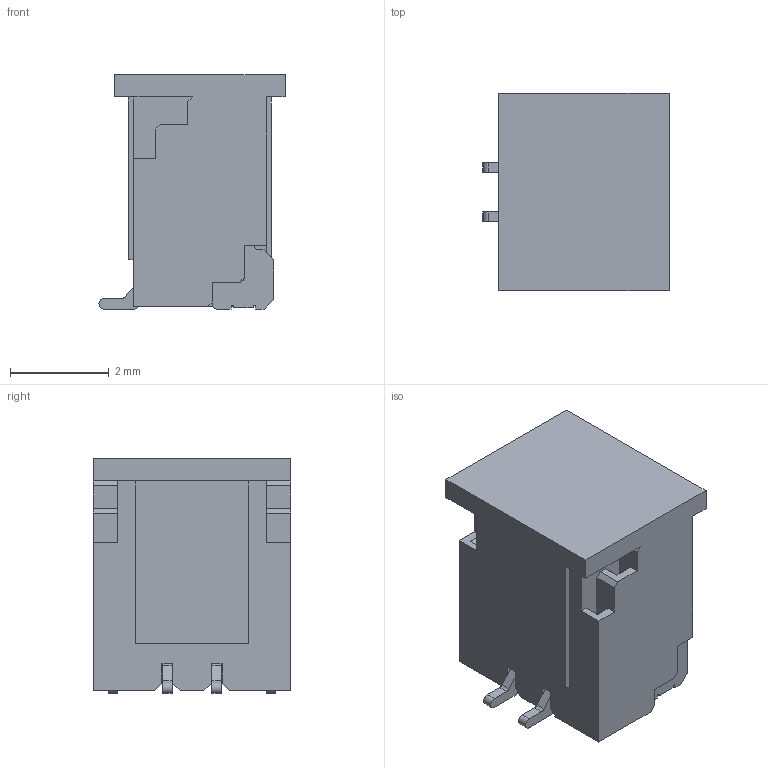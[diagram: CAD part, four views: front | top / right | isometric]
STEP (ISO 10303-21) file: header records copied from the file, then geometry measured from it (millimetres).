
FILE_DESCRIPTION(/* description */ ('Unknown'),/* implementation_level */ '2;1');
FILE_NAME(/* name */ 'J_Wurth_WR-WTB_665302124022',/* time_stamp */ '2025-06-04T10:07:41+08:00',/* author */ ('Unknown'),/* organization */ ('Unknown'),/* preprocessor_version */ 'ST-DEVELOPER v19.4',/* originating_system */ 'Solid Edge',/* authorisation */ 'Unknown');
FILE_SCHEMA (('AUTOMOTIVE_DESIGN {1 0 10303 214 3 1 1}'));
Length unit declared in the file: millimetre
Products named in the file (2): J_Wurth_WR-WTB_665302124022
Assembly tree (1 placements, depth 2):
  J_Wurth_WR-WTB_665302124022
    J_Wurth_WR-WTB_665302124022
Bounding box: 3.77 x 4 x 4.75 mm (x, y, z)
Volume: 37.6 mm3; surface area: 173.9 mm2
Topology: 1 solids, 1 shells, 279 faces, 822 edges, 530 vertices
Faces by surface type: plane 251, cylinder 28
Entity records: 11118 total; most frequent: ORIENTED_EDGE 1644, CARTESIAN_POINT 1633, DIRECTION 1442, EDGE_CURVE 822, LINE 764, VECTOR 764, VERTEX_POINT 530, AXIS2_PLACEMENT_3D 339
